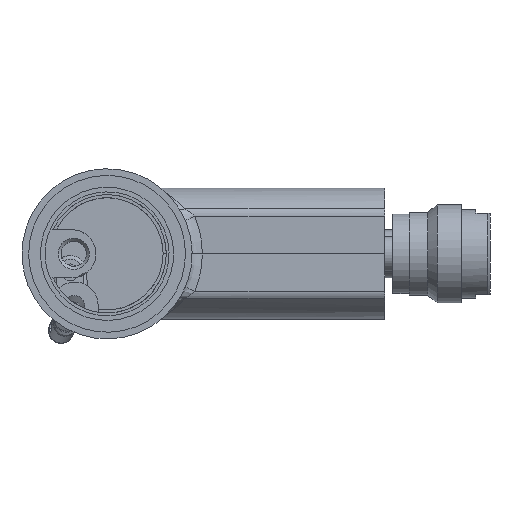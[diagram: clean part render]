
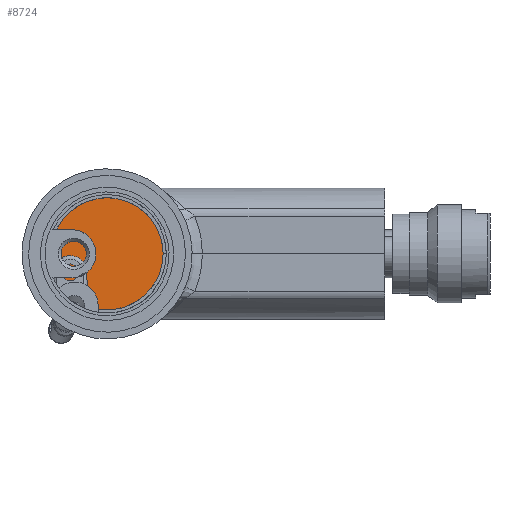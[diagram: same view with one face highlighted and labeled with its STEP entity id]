
A CAD part, front view. The second image highlights one B-rep face of the part: STEP entity #8724.
In plain terms, the highlighted planar face has unit normal (0, -1, 0).
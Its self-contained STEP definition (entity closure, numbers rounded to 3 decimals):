
#307 = FACE_OUTER_BOUND ( 'NONE', #18310, .T. ) ;
#2583 = EDGE_CURVE ( 'NONE', #33949, #33949, #22636, .T. ) ;
#3469 = DIRECTION ( 'NONE',  ( 0., -1., 0. ) ) ;
#3952 = DIRECTION ( 'NONE',  ( 0., -1., 0. ) ) ;
#4406 = AXIS2_PLACEMENT_3D ( 'NONE', #40868, #3469, #23781 ) ;
#8724 = ADVANCED_FACE ( 'NONE', ( #307 ), #10352, .T. ) ;
#10352 = PLANE ( 'NONE',  #4406 ) ;
#10696 = ORIENTED_EDGE ( 'NONE', *, *, #2583, .T. ) ;
#14098 = DIRECTION ( 'NONE',  ( -1., 0., 0. ) ) ;
#15839 = AXIS2_PLACEMENT_3D ( 'NONE', #26888, #3952, #14098 ) ;
#18310 = EDGE_LOOP ( 'NONE', ( #10696 ) ) ;
#22636 = CIRCLE ( 'NONE', #15839, 20.057 ) ;
#23781 = DIRECTION ( 'NONE',  ( -1., 0., 0. ) ) ;
#26888 = CARTESIAN_POINT ( 'NONE',  ( 0., 140.05, 0. ) ) ;
#28720 = CARTESIAN_POINT ( 'NONE',  ( -20.057, 140.05, 0. ) ) ;
#33949 = VERTEX_POINT ( 'NONE', #28720 ) ;
#40868 = CARTESIAN_POINT ( 'NONE',  ( 0., 140.05, 0. ) ) ;
